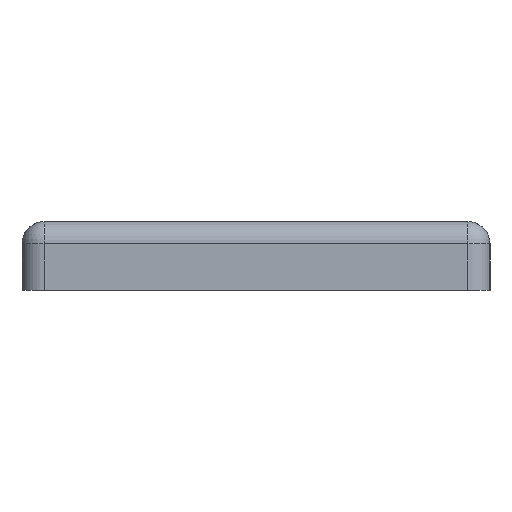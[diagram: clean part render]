
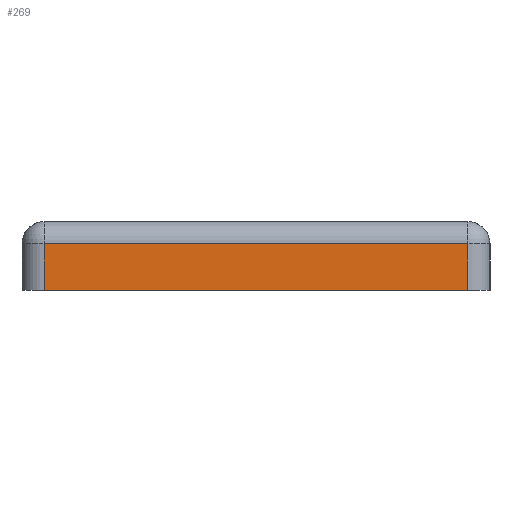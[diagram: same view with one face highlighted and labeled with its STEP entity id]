
A CAD part, left-side view. The second image highlights one B-rep face of the part: STEP entity #269.
In plain terms, the highlighted planar face has unit normal (-1, 0, 0).
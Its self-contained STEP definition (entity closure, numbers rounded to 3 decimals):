
#269=ADVANCED_FACE('',(#7555),#7557,.T.);
#7555=FACE_BOUND('',#7556,.T.);
#7556=EDGE_LOOP('',(#13619,#13620,#13621,#13622));
#7557=PLANE('',#7558);
#7558=AXIS2_PLACEMENT_3D('',#7559,#7560,#7561);
#7559=CARTESIAN_POINT('',(-4.125,4.125,0.));
#7560=DIRECTION('',(-1.,0.,0.));
#7561=DIRECTION('',(0.,-1.,0.));
#13619=ORIENTED_EDGE('',*,*,#17926,.F.);
#13620=ORIENTED_EDGE('',*,*,#17913,.F.);
#13621=ORIENTED_EDGE('',*,*,#17520,.F.);
#13622=ORIENTED_EDGE('',*,*,#17925,.F.);
#17520=EDGE_CURVE('',#19704,#19692,#19706,.T.);
#17913=EDGE_CURVE('',#19692,#20488,#20491,.T.);
#17925=EDGE_CURVE('',#20507,#19704,#20509,.T.);
#17926=EDGE_CURVE('',#20488,#20507,#20510,.T.);
#19692=VERTEX_POINT('',#23342);
#19704=VERTEX_POINT('',#23369);
#19706=LINE('',#23374,#23375);
#20488=VERTEX_POINT('',#25141);
#20491=LINE('',#25149,#25150);
#20507=VERTEX_POINT('',#25189);
#20509=LINE('',#25194,#25195);
#20510=LINE('',#25197,#25198);
#23342=CARTESIAN_POINT('',(-4.125,0.125,-3.));
#23369=CARTESIAN_POINT('',(-4.125,-76.325,-3.));
#23374=CARTESIAN_POINT('',(-4.125,-76.325,-3.));
#23375=VECTOR('',#23376,1.);
#23376=DIRECTION('',(0.,1.,0.));
#25141=CARTESIAN_POINT('',(-4.125,0.125,5.4));
#25149=CARTESIAN_POINT('',(-4.125,0.125,-3.));
#25150=VECTOR('',#25151,1.);
#25151=DIRECTION('',(0.,0.,1.));
#25189=CARTESIAN_POINT('',(-4.125,-76.325,5.4));
#25194=CARTESIAN_POINT('',(-4.125,-76.325,5.4));
#25195=VECTOR('',#25196,1.);
#25196=DIRECTION('',(0.,0.,-1.));
#25197=CARTESIAN_POINT('',(-4.125,0.125,5.4));
#25198=VECTOR('',#25199,1.);
#25199=DIRECTION('',(0.,-1.,0.));
